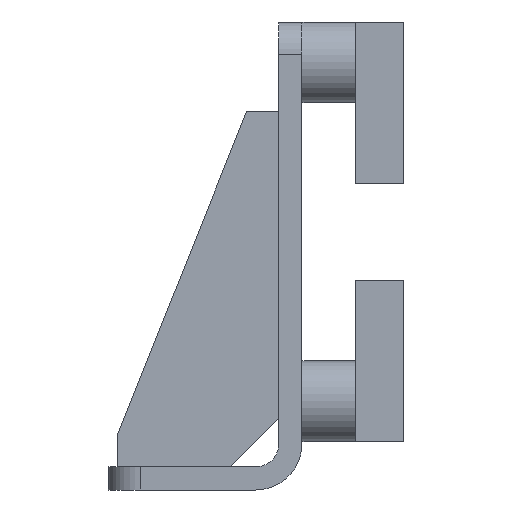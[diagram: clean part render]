
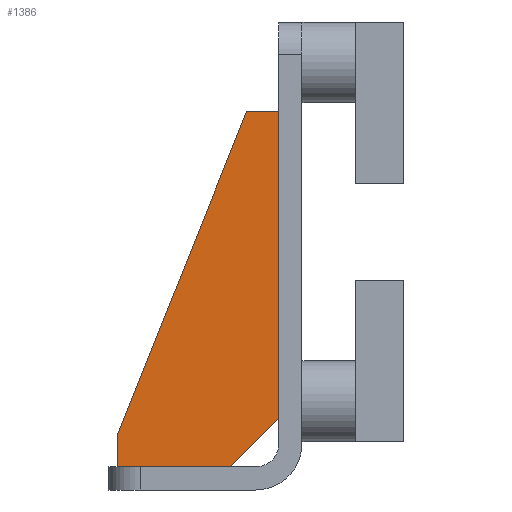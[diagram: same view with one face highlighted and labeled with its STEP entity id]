
A CAD part, front view. The second image highlights one B-rep face of the part: STEP entity #1386.
In plain terms, the highlighted face is planar.
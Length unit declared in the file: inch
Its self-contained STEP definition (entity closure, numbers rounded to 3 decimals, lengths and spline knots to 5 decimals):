
#279=FACE_OUTER_BOUND('',#408,.T.);
#408=EDGE_LOOP('',(#1174,#1175,#1176,#1177,#1178,#1179));
#617=LINE('',#2296,#687);
#619=LINE('',#2300,#689);
#621=LINE('',#2304,#691);
#623=LINE('',#2308,#693);
#625=LINE('',#2312,#695);
#627=LINE('',#2315,#697);
#687=VECTOR('',#1864,0.53033);
#689=VECTOR('',#1868,0.875);
#691=VECTOR('',#1872,0.25);
#693=VECTOR('',#1876,2.69258);
#695=VECTOR('',#1880,0.25);
#697=VECTOR('',#1884,2.375);
#788=VERTEX_POINT('',#2293);
#789=VERTEX_POINT('',#2295);
#790=VERTEX_POINT('',#2299);
#791=VERTEX_POINT('',#2303);
#792=VERTEX_POINT('',#2307);
#793=VERTEX_POINT('',#2311);
#928=EDGE_CURVE('',#788,#789,#617,.T.);
#930=EDGE_CURVE('',#789,#790,#619,.T.);
#932=EDGE_CURVE('',#790,#791,#621,.T.);
#934=EDGE_CURVE('',#791,#792,#623,.T.);
#936=EDGE_CURVE('',#792,#793,#625,.T.);
#938=EDGE_CURVE('',#793,#788,#627,.T.);
#1174=ORIENTED_EDGE('',*,*,#928,.F.);
#1175=ORIENTED_EDGE('',*,*,#938,.F.);
#1176=ORIENTED_EDGE('',*,*,#936,.F.);
#1177=ORIENTED_EDGE('',*,*,#934,.F.);
#1178=ORIENTED_EDGE('',*,*,#932,.F.);
#1179=ORIENTED_EDGE('',*,*,#930,.F.);
#1333=PLANE('',#1569);
#1386=ADVANCED_FACE('',(#279),#1333,.T.);
#1569=AXIS2_PLACEMENT_3D('',#2316,#1885,#1886);
#1864=DIRECTION('',(0.707,0.,-0.707));
#1868=DIRECTION('',(1.,0.,0.));
#1872=DIRECTION('',(0.,0.,1.));
#1876=DIRECTION('',(-0.371,0.,0.928));
#1880=DIRECTION('',(-1.,0.,0.));
#1884=DIRECTION('',(0.,0.,-1.));
#1885=DIRECTION('center_axis',(0.,1.,0.));
#1886=DIRECTION('ref_axis',(1.,0.,0.));
#2293=CARTESIAN_POINT('',(0.,0.1793,0.375));
#2295=CARTESIAN_POINT('',(0.375,0.1793,0.));
#2296=CARTESIAN_POINT('',(0.,0.1793,0.375));
#2299=CARTESIAN_POINT('',(1.25,0.1793,0.));
#2300=CARTESIAN_POINT('',(0.375,0.1793,0.));
#2303=CARTESIAN_POINT('',(1.25,0.1793,0.25));
#2304=CARTESIAN_POINT('',(1.25,0.1793,0.));
#2307=CARTESIAN_POINT('',(0.25,0.1793,2.75));
#2308=CARTESIAN_POINT('',(1.25,0.1793,0.25));
#2311=CARTESIAN_POINT('',(0.,0.1793,2.75));
#2312=CARTESIAN_POINT('',(0.25,0.1793,2.75));
#2315=CARTESIAN_POINT('',(0.,0.1793,2.75));
#2316=CARTESIAN_POINT('Origin',(0.,0.1793,0.));
